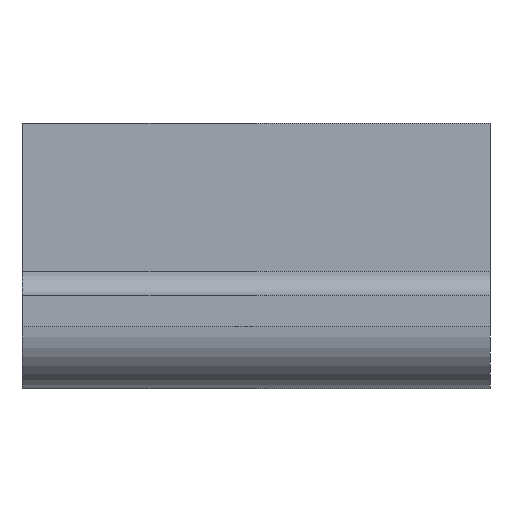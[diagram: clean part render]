
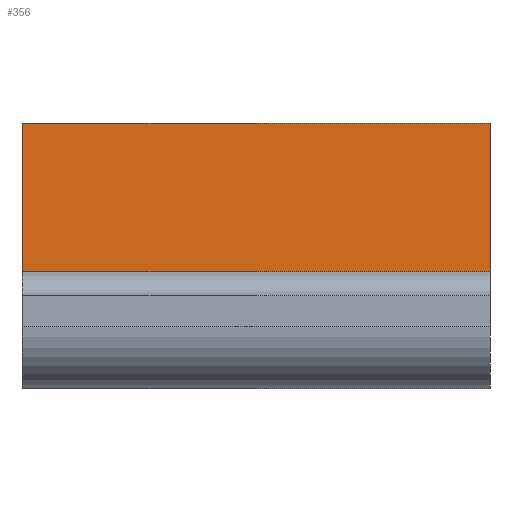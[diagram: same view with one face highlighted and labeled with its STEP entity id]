
A CAD part, front view. The second image highlights one B-rep face of the part: STEP entity #356.
In plain terms, the highlighted planar face has unit normal (0, -1, 0).
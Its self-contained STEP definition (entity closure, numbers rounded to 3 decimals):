
#31 = DIRECTION ( 'NONE',  ( 1., 0., 0. ) ) ;
#51 = VERTEX_POINT ( 'NONE', #282 ) ;
#58 = DIRECTION ( 'NONE',  ( 0., 0., 1. ) ) ;
#62 = EDGE_LOOP ( 'NONE', ( #265, #511, #423, #316 ) ) ;
#76 = CARTESIAN_POINT ( 'NONE',  ( 15., 15., 11. ) ) ;
#148 = LINE ( 'NONE', #786, #285 ) ;
#168 = PLANE ( 'NONE',  #419 ) ;
#183 = EDGE_CURVE ( 'NONE', #274, #415, #412, .T. ) ;
#221 = FACE_OUTER_BOUND ( 'NONE', #62, .T. ) ;
#226 = LINE ( 'NONE', #609, #247 ) ;
#247 = VECTOR ( 'NONE', #675, 1000. ) ;
#265 = ORIENTED_EDGE ( 'NONE', *, *, #388, .T. ) ;
#274 = VERTEX_POINT ( 'NONE', #777 ) ;
#282 = CARTESIAN_POINT ( 'NONE',  ( -15., 15., 11. ) ) ;
#285 = VECTOR ( 'NONE', #538, 1000. ) ;
#291 = CARTESIAN_POINT ( 'NONE',  ( 15., 15., 0. ) ) ;
#316 = ORIENTED_EDGE ( 'NONE', *, *, #736, .T. ) ;
#345 = DIRECTION ( 'NONE',  ( -1., 0., 0. ) ) ;
#356 = ADVANCED_FACE ( 'NONE', ( #221 ), #168, .F. ) ;
#380 = CARTESIAN_POINT ( 'NONE',  ( 15., 15., 1.5 ) ) ;
#388 = EDGE_CURVE ( 'NONE', #51, #274, #226, .T. ) ;
#405 = DIRECTION ( 'NONE',  ( 0., 1., 0. ) ) ;
#408 = CARTESIAN_POINT ( 'NONE',  ( 15., 15., 1.5 ) ) ;
#412 = LINE ( 'NONE', #380, #574 ) ;
#415 = VERTEX_POINT ( 'NONE', #408 ) ;
#419 = AXIS2_PLACEMENT_3D ( 'NONE', #291, #405, #58 ) ;
#423 = ORIENTED_EDGE ( 'NONE', *, *, #729, .F. ) ;
#474 = CARTESIAN_POINT ( 'NONE',  ( 15., 15., 11. ) ) ;
#511 = ORIENTED_EDGE ( 'NONE', *, *, #183, .T. ) ;
#538 = DIRECTION ( 'NONE',  ( 0., 0., -1. ) ) ;
#574 = VECTOR ( 'NONE', #31, 1000. ) ;
#589 = VERTEX_POINT ( 'NONE', #76 ) ;
#595 = VECTOR ( 'NONE', #345, 1000. ) ;
#609 = CARTESIAN_POINT ( 'NONE',  ( -15., 15., 0. ) ) ;
#675 = DIRECTION ( 'NONE',  ( 0., 0., -1. ) ) ;
#729 = EDGE_CURVE ( 'NONE', #589, #415, #148, .T. ) ;
#736 = EDGE_CURVE ( 'NONE', #589, #51, #778, .T. ) ;
#777 = CARTESIAN_POINT ( 'NONE',  ( -15., 15., 1.5 ) ) ;
#778 = LINE ( 'NONE', #474, #595 ) ;
#786 = CARTESIAN_POINT ( 'NONE',  ( 15., 15., 0. ) ) ;
